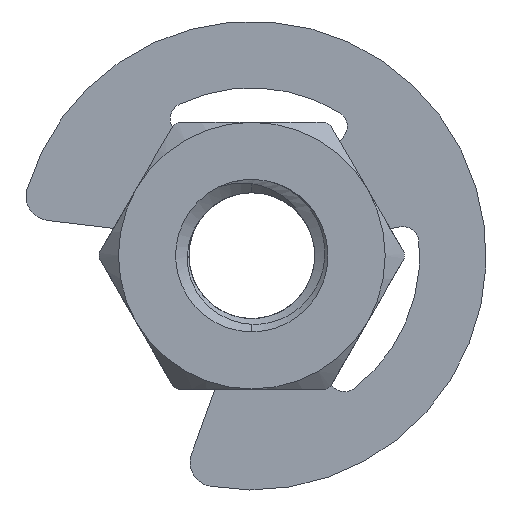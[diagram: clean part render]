
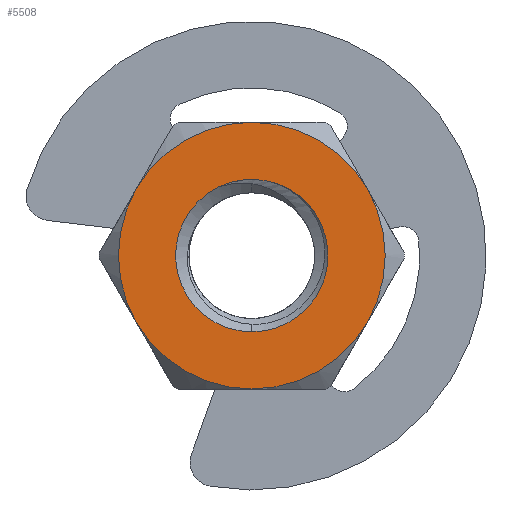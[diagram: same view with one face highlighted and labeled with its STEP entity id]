
A CAD part, front view. The second image highlights one B-rep face of the part: STEP entity #5508.
In plain terms, the highlighted planar face has unit normal (0, -1, 0).
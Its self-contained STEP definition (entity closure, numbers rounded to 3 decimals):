
#348 = EDGE_LOOP ( 'NONE', ( #2004, #8619, #4594, #10982, #10040, #2091 ) ) ;
#694 = CARTESIAN_POINT ( 'NONE',  ( 0., 0., 0. ) ) ;
#847 = CARTESIAN_POINT ( 'NONE',  ( 0., 0., 0. ) ) ;
#860 = CIRCLE ( 'NONE', #12521, 2. ) ;
#988 = AXIS2_PLACEMENT_3D ( 'NONE', #5461, #6445, #4335 ) ;
#1156 = VERTEX_POINT ( 'NONE', #9233 ) ;
#1433 = AXIS2_PLACEMENT_3D ( 'NONE', #8203, #8155, #10026 ) ;
#1962 = CIRCLE ( 'NONE', #5131, 3.5 ) ;
#2004 = ORIENTED_EDGE ( 'NONE', *, *, #8234, .F. ) ;
#2091 = ORIENTED_EDGE ( 'NONE', *, *, #4091, .F. ) ;
#2425 = EDGE_CURVE ( 'NONE', #7812, #1156, #860, .T. ) ;
#2516 = EDGE_CURVE ( 'NONE', #6880, #8969, #12715, .T. ) ;
#2581 = PLANE ( 'NONE',  #11528 ) ;
#2646 = CARTESIAN_POINT ( 'NONE',  ( 3.031, 0., 1.75 ) ) ;
#2688 = DIRECTION ( 'NONE',  ( 0., 1., 0. ) ) ;
#2865 = VERTEX_POINT ( 'NONE', #9897 ) ;
#3276 = DIRECTION ( 'NONE',  ( 0., 0., 1. ) ) ;
#3350 = DIRECTION ( 'NONE',  ( 0., 0., 1. ) ) ;
#3421 = DIRECTION ( 'NONE',  ( 0., 0., 1. ) ) ;
#3471 = ORIENTED_EDGE ( 'NONE', *, *, #12165, .T. ) ;
#3566 = CARTESIAN_POINT ( 'NONE',  ( 0., 0., 0. ) ) ;
#4091 = EDGE_CURVE ( 'NONE', #6237, #10878, #10187, .T. ) ;
#4183 = DIRECTION ( 'NONE',  ( 0., 1., 0. ) ) ;
#4335 = DIRECTION ( 'NONE',  ( 0., 0., 1. ) ) ;
#4594 = ORIENTED_EDGE ( 'NONE', *, *, #4749, .F. ) ;
#4694 = DIRECTION ( 'NONE',  ( 0., 0., 1. ) ) ;
#4704 = VERTEX_POINT ( 'NONE', #12936 ) ;
#4749 = EDGE_CURVE ( 'NONE', #2865, #6880, #1962, .T. ) ;
#4755 = CARTESIAN_POINT ( 'NONE',  ( -3.031, 0., 1.75 ) ) ;
#4812 = ORIENTED_EDGE ( 'NONE', *, *, #2425, .T. ) ;
#4813 = FACE_BOUND ( 'NONE', #8961, .T. ) ;
#4963 = DIRECTION ( 'NONE',  ( 0., 1., 0. ) ) ;
#5061 = CIRCLE ( 'NONE', #1433, 3.5 ) ;
#5131 = AXIS2_PLACEMENT_3D ( 'NONE', #9135, #11161, #3276 ) ;
#5461 = CARTESIAN_POINT ( 'NONE',  ( 0., 0., 0. ) ) ;
#5504 = CARTESIAN_POINT ( 'NONE',  ( 0., 0., 3.5 ) ) ;
#5508 = ADVANCED_FACE ( 'NONE', ( #4813, #12612 ), #2581, .F. ) ;
#5661 = CARTESIAN_POINT ( 'NONE',  ( 3.031, 0., -1.75 ) ) ;
#5771 = DIRECTION ( 'NONE',  ( 0., 1., 0. ) ) ;
#6011 = AXIS2_PLACEMENT_3D ( 'NONE', #10055, #8310, #3350 ) ;
#6237 = VERTEX_POINT ( 'NONE', #2646 ) ;
#6445 = DIRECTION ( 'NONE',  ( 0., 1., 0. ) ) ;
#6476 = AXIS2_PLACEMENT_3D ( 'NONE', #12389, #8392, #10473 ) ;
#6861 = CIRCLE ( 'NONE', #11571, 3.5 ) ;
#6880 = VERTEX_POINT ( 'NONE', #4755 ) ;
#7189 = CARTESIAN_POINT ( 'NONE',  ( 0., 0., 0. ) ) ;
#7214 = CIRCLE ( 'NONE', #9827, 2. ) ;
#7726 = ORIENTED_EDGE ( 'NONE', *, *, #10773, .T. ) ;
#7812 = VERTEX_POINT ( 'NONE', #10305 ) ;
#8155 = DIRECTION ( 'NONE',  ( 0., 1., 0. ) ) ;
#8203 = CARTESIAN_POINT ( 'NONE',  ( 0., 0., 0. ) ) ;
#8234 = EDGE_CURVE ( 'NONE', #8969, #6237, #5061, .T. ) ;
#8280 = VERTEX_POINT ( 'NONE', #10109 ) ;
#8310 = DIRECTION ( 'NONE',  ( 0., 1., 0. ) ) ;
#8392 = DIRECTION ( 'NONE',  ( 0., 1., 0. ) ) ;
#8619 = ORIENTED_EDGE ( 'NONE', *, *, #2516, .F. ) ;
#8750 = CIRCLE ( 'NONE', #6476, 3.5 ) ;
#8961 = EDGE_LOOP ( 'NONE', ( #9892, #7726, #3471, #4812 ) ) ;
#8969 = VERTEX_POINT ( 'NONE', #5504 ) ;
#9048 = EDGE_CURVE ( 'NONE', #10878, #12702, #8750, .T. ) ;
#9135 = CARTESIAN_POINT ( 'NONE',  ( 0., 0., 0. ) ) ;
#9233 = CARTESIAN_POINT ( 'NONE',  ( 0.666, 0., 1.886 ) ) ;
#9310 = CARTESIAN_POINT ( 'NONE',  ( 0., 0., -3.5 ) ) ;
#9458 = CARTESIAN_POINT ( 'NONE',  ( 0., 0., 0. ) ) ;
#9649 = DIRECTION ( 'NONE',  ( 0., 0., 1. ) ) ;
#9664 = CARTESIAN_POINT ( 'NONE',  ( 0., 0., 0. ) ) ;
#9743 = EDGE_CURVE ( 'NONE', #12702, #2865, #6861, .T. ) ;
#9827 = AXIS2_PLACEMENT_3D ( 'NONE', #9664, #5771, #4694 ) ;
#9892 = ORIENTED_EDGE ( 'NONE', *, *, #9921, .T. ) ;
#9897 = CARTESIAN_POINT ( 'NONE',  ( -3.031, 0., -1.75 ) ) ;
#9921 = EDGE_CURVE ( 'NONE', #1156, #4704, #9974, .T. ) ;
#9974 = CIRCLE ( 'NONE', #9975, 2. ) ;
#9975 = AXIS2_PLACEMENT_3D ( 'NONE', #847, #4963, #11926 ) ;
#10026 = DIRECTION ( 'NONE',  ( 0., 0., 1. ) ) ;
#10040 = ORIENTED_EDGE ( 'NONE', *, *, #9048, .F. ) ;
#10055 = CARTESIAN_POINT ( 'NONE',  ( 0., 0., 0. ) ) ;
#10109 = CARTESIAN_POINT ( 'NONE',  ( -0.87, 0., 1.801 ) ) ;
#10115 = DIRECTION ( 'NONE',  ( 0., 0., 1. ) ) ;
#10187 = CIRCLE ( 'NONE', #10322, 3.5 ) ;
#10305 = CARTESIAN_POINT ( 'NONE',  ( 0.46, 0., 1.946 ) ) ;
#10322 = AXIS2_PLACEMENT_3D ( 'NONE', #7189, #4183, #10115 ) ;
#10473 = DIRECTION ( 'NONE',  ( 0., 0., 1. ) ) ;
#10517 = DIRECTION ( 'NONE',  ( 0., 0., 1. ) ) ;
#10630 = CIRCLE ( 'NONE', #988, 2. ) ;
#10720 = DIRECTION ( 'NONE',  ( 0., 1., 0. ) ) ;
#10773 = EDGE_CURVE ( 'NONE', #4704, #8280, #10630, .T. ) ;
#10878 = VERTEX_POINT ( 'NONE', #5661 ) ;
#10982 = ORIENTED_EDGE ( 'NONE', *, *, #9743, .F. ) ;
#11161 = DIRECTION ( 'NONE',  ( 0., 1., 0. ) ) ;
#11528 = AXIS2_PLACEMENT_3D ( 'NONE', #3566, #11529, #10517 ) ;
#11529 = DIRECTION ( 'NONE',  ( 0., 1., 0. ) ) ;
#11571 = AXIS2_PLACEMENT_3D ( 'NONE', #9458, #10720, #3421 ) ;
#11926 = DIRECTION ( 'NONE',  ( 0., 0., 1. ) ) ;
#12165 = EDGE_CURVE ( 'NONE', #8280, #7812, #7214, .T. ) ;
#12389 = CARTESIAN_POINT ( 'NONE',  ( 0., 0., 0. ) ) ;
#12521 = AXIS2_PLACEMENT_3D ( 'NONE', #694, #2688, #9649 ) ;
#12612 = FACE_OUTER_BOUND ( 'NONE', #348, .T. ) ;
#12702 = VERTEX_POINT ( 'NONE', #9310 ) ;
#12715 = CIRCLE ( 'NONE', #6011, 3.5 ) ;
#12936 = CARTESIAN_POINT ( 'NONE',  ( 0., 0., -2. ) ) ;
